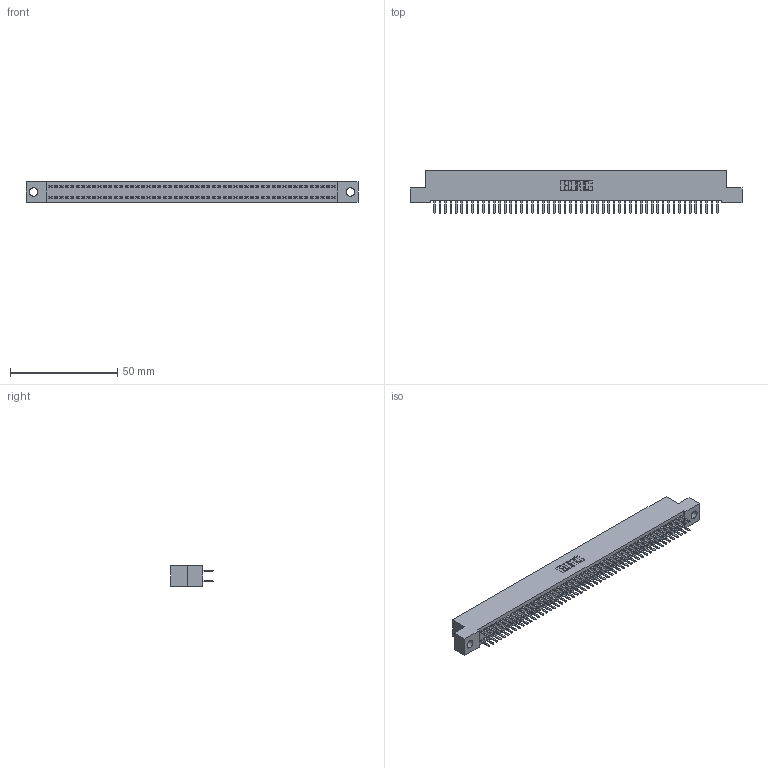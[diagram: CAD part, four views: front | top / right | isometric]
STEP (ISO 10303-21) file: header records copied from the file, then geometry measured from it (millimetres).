
FILE_DESCRIPTION (( 'STEP AP203' ), '1' );
FILE_NAME ('392-106-520-204.STEP', '2019-10-09T22:20:50', ( '' ), ( '' ), 'SwSTEP 2.0', 'SolidWorks 2016', '' );
FILE_SCHEMA (( 'CONFIG_CONTROL_DESIGN' ));
Length unit declared in the file: inch
Products named in the file (3): 342 Part_.156 TH; 345-292-001_345-293-120; 392-106-520-204
Assembly tree (107 placements, depth 2):
  392-106-520-204
    342 Part_.156 TH
    345-292-001_345-293-120  x106
Bounding box: 154.94 x 20.02 x 9.4 mm (x, y, z)
Volume: 13839.8 mm3; surface area: 22513 mm2
Topology: 107 solids, 107 shells, 6046 faces, 17577 edges, 11434 vertices
Faces by surface type: plane 4094, cylinder 1952
Entity records: 32659 total; most frequent: CARTESIAN_POINT 5410, ORIENTED_EDGE 5334, DIRECTION 4591, EDGE_CURVE 2667, LINE 2535, VECTOR 2535, VERTEX_POINT 1774, AXIS2_PLACEMENT_3D 1028
